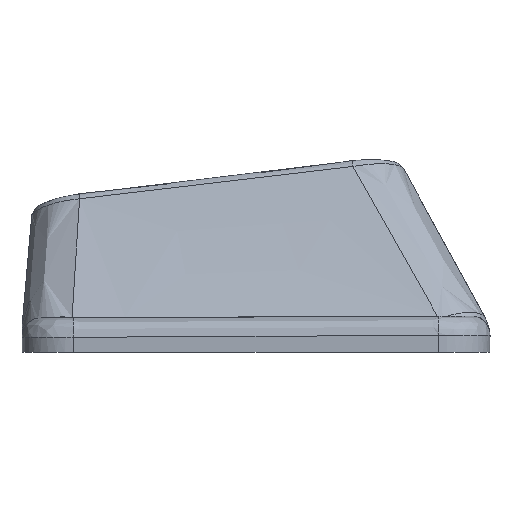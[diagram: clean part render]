
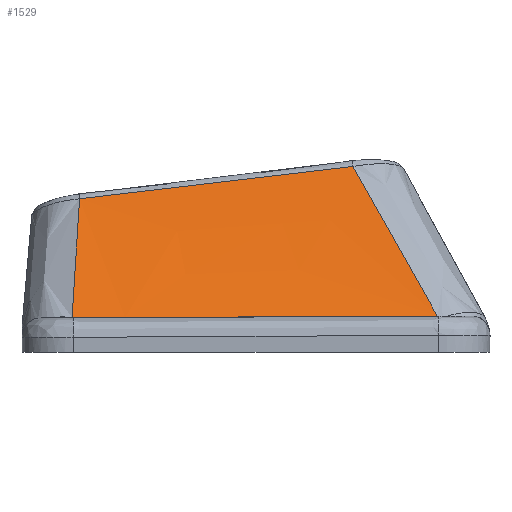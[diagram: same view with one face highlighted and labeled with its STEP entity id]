
A CAD part, left-side view. The second image highlights one B-rep face of the part: STEP entity #1529.
In plain terms, the highlighted free-form (B-spline) face has degree [3, 3] with [4, 4] control points.
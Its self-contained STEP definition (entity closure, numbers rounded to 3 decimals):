
#22=ELLIPSE('',#1631,0.232,0.197);
#64=B_SPLINE_SURFACE_WITH_KNOTS('',3,3,((#10418,#10419,#10420,#10421),(#10422,
#10423,#10424,#10425),(#10426,#10427,#10428,#10429),(#10430,#10431,#10432,
#10433)),.UNSPECIFIED.,.F.,.F.,.F.,(4,4),(4,4),(0.101,0.893),
(0.045,0.954),.UNSPECIFIED.);
#192=FACE_OUTER_BOUND('',#284,.T.);
#284=EDGE_LOOP('',(#1244,#1245,#1246,#1247,#1248,#1249));
#508=B_SPLINE_CURVE_WITH_KNOTS('',3,(#7538,#7539,#7540,#7541,#7542,#7543),
 .UNSPECIFIED.,.F.,.F.,(4,2,4),(0.,0.378,2.093),
 .UNSPECIFIED.);
#544=B_SPLINE_CURVE_WITH_KNOTS('',3,(#10330,#10331,#10332,#10333),
 .UNSPECIFIED.,.F.,.F.,(4,4),(1.215,1.416),
 .UNSPECIFIED.);
#546=B_SPLINE_CURVE_WITH_KNOTS('',3,(#10435,#10436,#10437,#10438,#10439,
#10440,#10441,#10442,#10443,#10444,#10445,#10446,#10447,#10448,#10449,#10450),
 .UNSPECIFIED.,.F.,.F.,(4,3,3,3,3,4),(0.036,0.194,
0.353,0.512,0.672,0.757),
 .UNSPECIFIED.);
#547=B_SPLINE_CURVE_WITH_KNOTS('',3,(#10452,#10453,#10454,#10455),
 .UNSPECIFIED.,.F.,.F.,(4,4),(-1.068,0.),
 .UNSPECIFIED.);
#548=B_SPLINE_CURVE_WITH_KNOTS('',3,(#10456,#10457,#10458,#10459,#10460,
#10461,#10462,#10463,#10464,#10465,#10466,#10467,#10468),.UNSPECIFIED.,
 .F.,.F.,(4,3,3,3,4),(-0.569,-0.406,-0.244,
-0.08,-0.031),.UNSPECIFIED.);
#633=VERTEX_POINT('',#7532);
#634=VERTEX_POINT('',#7537);
#688=VERTEX_POINT('',#10277);
#689=VERTEX_POINT('',#10311);
#693=VERTEX_POINT('',#10434);
#694=VERTEX_POINT('',#10451);
#810=EDGE_CURVE('',#633,#634,#508,.T.);
#891=EDGE_CURVE('',#689,#688,#22,.T.);
#892=EDGE_CURVE('',#634,#689,#544,.T.);
#900=EDGE_CURVE('',#693,#633,#546,.T.);
#901=EDGE_CURVE('',#694,#693,#547,.T.);
#902=EDGE_CURVE('',#688,#694,#548,.T.);
#1244=ORIENTED_EDGE('',*,*,#810,.F.);
#1245=ORIENTED_EDGE('',*,*,#900,.F.);
#1246=ORIENTED_EDGE('',*,*,#901,.F.);
#1247=ORIENTED_EDGE('',*,*,#902,.F.);
#1248=ORIENTED_EDGE('',*,*,#891,.F.);
#1249=ORIENTED_EDGE('',*,*,#892,.F.);
#1529=ADVANCED_FACE('',(#192),#64,.T.);
#1631=AXIS2_PLACEMENT_3D('',#10313,#1836,#1837);
#1836=DIRECTION('center_axis',(0.857,-0.003,-0.515));
#1837=DIRECTION('ref_axis',(0.192,0.93,0.314));
#7532=CARTESIAN_POINT('',(-8.885,-7.039,0.411));
#7537=CARTESIAN_POINT('',(-8.88,5.076,0.348));
#7538=CARTESIAN_POINT('Ctrl Pts',(-8.885,-7.039,0.411));
#7539=CARTESIAN_POINT('Ctrl Pts',(-8.883,-5.779,0.409));
#7540=CARTESIAN_POINT('Ctrl Pts',(-8.881,-1.338,0.384));
#7541=CARTESIAN_POINT('Ctrl Pts',(-8.88,0.918,0.373));
#7542=CARTESIAN_POINT('Ctrl Pts',(-8.88,2.952,0.361));
#7543=CARTESIAN_POINT('Ctrl Pts',(-8.88,5.076,0.348));
#10277=CARTESIAN_POINT('',(-8.864,7.138,0.361));
#10311=CARTESIAN_POINT('',(-8.867,7.086,0.356));
#10313=CARTESIAN_POINT('Origin',(-8.763,7.11,0.529));
#10330=CARTESIAN_POINT('Ctrl Pts',(-8.88,5.076,0.348));
#10331=CARTESIAN_POINT('Ctrl Pts',(-8.876,5.746,0.351));
#10332=CARTESIAN_POINT('Ctrl Pts',(-8.871,6.416,0.353));
#10333=CARTESIAN_POINT('Ctrl Pts',(-8.867,7.086,0.356));
#10418=CARTESIAN_POINT('Ctrl Pts',(-6.11,-4.134,
6.257));
#10419=CARTESIAN_POINT('Ctrl Pts',(-7.052,-5.122,
4.273));
#10420=CARTESIAN_POINT('Ctrl Pts',(-7.994,-6.111,
2.289));
#10421=CARTESIAN_POINT('Ctrl Pts',(-8.936,-7.099,
0.304));
#10422=CARTESIAN_POINT('Ctrl Pts',(-6.11,-0.376,
5.822));
#10423=CARTESIAN_POINT('Ctrl Pts',(-7.052,-1.035,3.976));
#10424=CARTESIAN_POINT('Ctrl Pts',(-7.994,-1.694,
2.13));
#10425=CARTESIAN_POINT('Ctrl Pts',(-8.936,-2.353,0.283));
#10426=CARTESIAN_POINT('Ctrl Pts',(-6.11,3.382,5.387));
#10427=CARTESIAN_POINT('Ctrl Pts',(-7.052,3.052,3.679));
#10428=CARTESIAN_POINT('Ctrl Pts',(-7.994,2.722,1.97));
#10429=CARTESIAN_POINT('Ctrl Pts',(-8.936,2.392,0.262));
#10430=CARTESIAN_POINT('Ctrl Pts',(-6.11,7.14,4.953));
#10431=CARTESIAN_POINT('Ctrl Pts',(-7.052,7.14,3.382));
#10432=CARTESIAN_POINT('Ctrl Pts',(-7.994,7.139,1.811));
#10433=CARTESIAN_POINT('Ctrl Pts',(-8.936,7.138,0.241));
#10434=CARTESIAN_POINT('',(-6.11,-3.758,6.214));
#10435=CARTESIAN_POINT('Ctrl Pts',(-6.11,-3.758,
6.214));
#10436=CARTESIAN_POINT('Ctrl Pts',(-6.314,-3.999,
5.791));
#10437=CARTESIAN_POINT('Ctrl Pts',(-6.518,-4.24,
5.367));
#10438=CARTESIAN_POINT('Ctrl Pts',(-6.721,-4.48,
4.944));
#10439=CARTESIAN_POINT('Ctrl Pts',(-6.926,-4.722,
4.518));
#10440=CARTESIAN_POINT('Ctrl Pts',(-7.13,-4.963,
4.093));
#10441=CARTESIAN_POINT('Ctrl Pts',(-7.334,-5.204,
3.667));
#10442=CARTESIAN_POINT('Ctrl Pts',(-7.538,-5.446,
3.24));
#10443=CARTESIAN_POINT('Ctrl Pts',(-7.742,-5.687,2.813));
#10444=CARTESIAN_POINT('Ctrl Pts',(-7.946,-5.928,
2.385));
#10445=CARTESIAN_POINT('Ctrl Pts',(-8.15,-6.169,
1.957));
#10446=CARTESIAN_POINT('Ctrl Pts',(-8.354,-6.411,
1.528));
#10447=CARTESIAN_POINT('Ctrl Pts',(-8.558,-6.652,
1.099));
#10448=CARTESIAN_POINT('Ctrl Pts',(-8.667,-6.781,
0.87));
#10449=CARTESIAN_POINT('Ctrl Pts',(-8.776,-6.91,
0.64));
#10450=CARTESIAN_POINT('Ctrl Pts',(-8.885,-7.039,
0.411));
#10451=CARTESIAN_POINT('',(-6.125,6.845,4.961));
#10452=CARTESIAN_POINT('Ctrl Pts',(-6.125,6.845,4.961));
#10453=CARTESIAN_POINT('Ctrl Pts',(-6.12,3.31,5.375));
#10454=CARTESIAN_POINT('Ctrl Pts',(-6.115,-0.224,
5.793));
#10455=CARTESIAN_POINT('Ctrl Pts',(-6.11,-3.758,
6.214));
#10456=CARTESIAN_POINT('Ctrl Pts',(-8.864,7.138,0.361));
#10457=CARTESIAN_POINT('Ctrl Pts',(-8.587,7.107,0.823));
#10458=CARTESIAN_POINT('Ctrl Pts',(-8.311,7.076,1.285));
#10459=CARTESIAN_POINT('Ctrl Pts',(-8.035,7.045,1.747));
#10460=CARTESIAN_POINT('Ctrl Pts',(-7.758,7.015,2.211));
#10461=CARTESIAN_POINT('Ctrl Pts',(-7.481,6.985,2.675));
#10462=CARTESIAN_POINT('Ctrl Pts',(-7.205,6.956,3.139));
#10463=CARTESIAN_POINT('Ctrl Pts',(-6.927,6.926,3.607));
#10464=CARTESIAN_POINT('Ctrl Pts',(-6.65,6.898,4.074));
#10465=CARTESIAN_POINT('Ctrl Pts',(-6.373,6.87,4.542));
#10466=CARTESIAN_POINT('Ctrl Pts',(-6.29,6.862,4.682));
#10467=CARTESIAN_POINT('Ctrl Pts',(-6.208,6.853,4.821));
#10468=CARTESIAN_POINT('Ctrl Pts',(-6.125,6.845,4.961));
